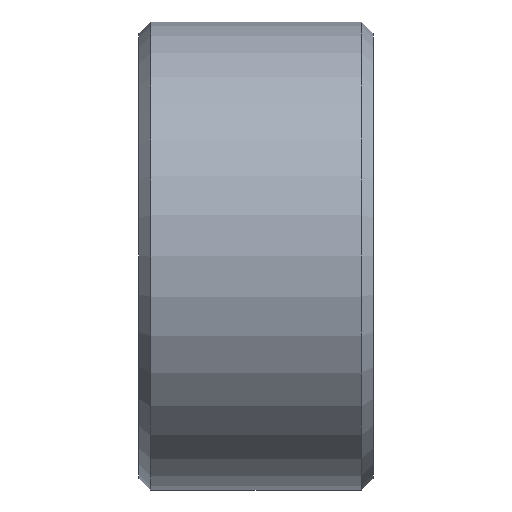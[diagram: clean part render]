
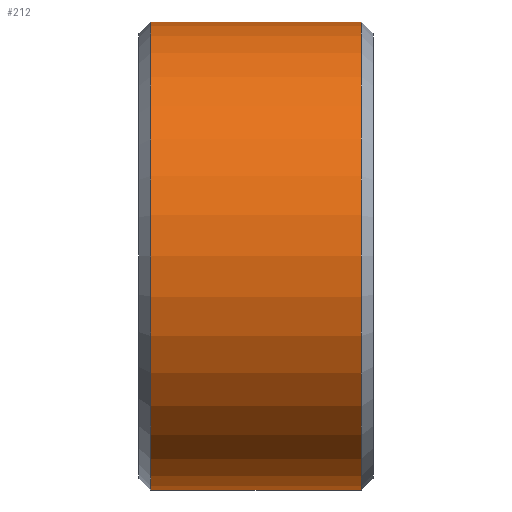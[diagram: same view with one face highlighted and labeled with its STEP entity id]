
A CAD part, front view. The second image highlights one B-rep face of the part: STEP entity #212.
In plain terms, the highlighted cylindrical face has radius 4 mm (diameter 8 mm), a partial arc.
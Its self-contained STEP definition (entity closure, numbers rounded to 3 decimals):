
#10 = EDGE_CURVE ( 'NONE', #62, #172, #292, .T. ) ;
#43 = CARTESIAN_POINT ( 'NONE',  ( -10.2, 0., -4. ) ) ;
#53 = VERTEX_POINT ( 'NONE', #373 ) ;
#62 = VERTEX_POINT ( 'NONE', #308 ) ;
#98 = AXIS2_PLACEMENT_3D ( 'NONE', #224, #252, #346 ) ;
#125 = DIRECTION ( 'NONE',  ( 1., 0., 0. ) ) ;
#136 = CARTESIAN_POINT ( 'NONE',  ( 0., 0., -4. ) ) ;
#148 = FACE_OUTER_BOUND ( 'NONE', #447, .T. ) ;
#155 = CARTESIAN_POINT ( 'NONE',  ( -10.2, 0., 0. ) ) ;
#158 = CARTESIAN_POINT ( 'NONE',  ( -10.2, 0., 4. ) ) ;
#162 = AXIS2_PLACEMENT_3D ( 'NONE', #155, #381, #344 ) ;
#164 = ORIENTED_EDGE ( 'NONE', *, *, #10, .F. ) ;
#172 = VERTEX_POINT ( 'NONE', #158 ) ;
#180 = EDGE_CURVE ( 'NONE', #62, #53, #316, .T. ) ;
#182 = CIRCLE ( 'NONE', #162, 4. ) ;
#190 = EDGE_CURVE ( 'NONE', #412, #172, #182, .T. ) ;
#207 = AXIS2_PLACEMENT_3D ( 'NONE', #353, #429, #290 ) ;
#212 = ADVANCED_FACE ( 'NONE', ( #148 ), #318, .T. ) ;
#224 = CARTESIAN_POINT ( 'NONE',  ( -13.8, 0., 0. ) ) ;
#235 = DIRECTION ( 'NONE',  ( 1., 0., 0. ) ) ;
#252 = DIRECTION ( 'NONE',  ( 1., 0., 0. ) ) ;
#262 = ORIENTED_EDGE ( 'NONE', *, *, #190, .T. ) ;
#290 = DIRECTION ( 'NONE',  ( 0., 0., -1. ) ) ;
#292 = LINE ( 'NONE', #438, #391 ) ;
#303 = LINE ( 'NONE', #136, #372 ) ;
#308 = CARTESIAN_POINT ( 'NONE',  ( -13.8, 0., 4. ) ) ;
#316 = CIRCLE ( 'NONE', #98, 4. ) ;
#318 = CYLINDRICAL_SURFACE ( 'NONE', #207, 4. ) ;
#322 = ORIENTED_EDGE ( 'NONE', *, *, #340, .T. ) ;
#340 = EDGE_CURVE ( 'NONE', #53, #412, #303, .T. ) ;
#344 = DIRECTION ( 'NONE',  ( 0., 0., -1. ) ) ;
#346 = DIRECTION ( 'NONE',  ( 0., 0., 1. ) ) ;
#353 = CARTESIAN_POINT ( 'NONE',  ( 0., 0., 0. ) ) ;
#372 = VECTOR ( 'NONE', #235, 1000. ) ;
#373 = CARTESIAN_POINT ( 'NONE',  ( -13.8, 0., -4. ) ) ;
#381 = DIRECTION ( 'NONE',  ( -1., 0., 0. ) ) ;
#391 = VECTOR ( 'NONE', #125, 1000. ) ;
#400 = ORIENTED_EDGE ( 'NONE', *, *, #180, .T. ) ;
#412 = VERTEX_POINT ( 'NONE', #43 ) ;
#429 = DIRECTION ( 'NONE',  ( 1., 0., 0. ) ) ;
#438 = CARTESIAN_POINT ( 'NONE',  ( 0., 0., 4. ) ) ;
#447 = EDGE_LOOP ( 'NONE', ( #164, #400, #322, #262 ) ) ;
